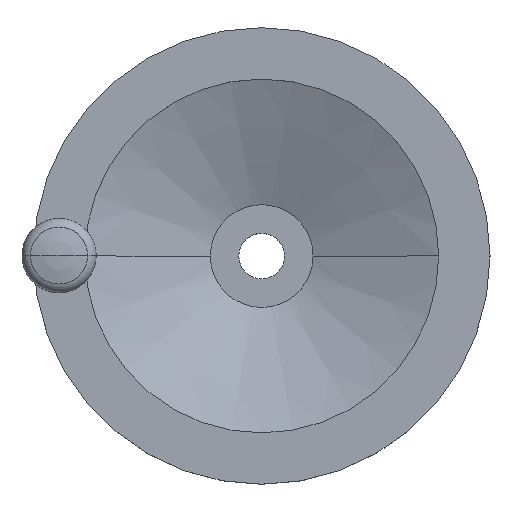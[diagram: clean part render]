
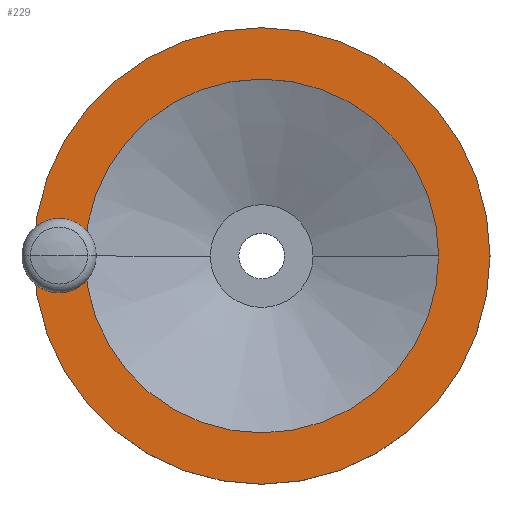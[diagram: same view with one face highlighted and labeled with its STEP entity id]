
A CAD part, top view. The second image highlights one B-rep face of the part: STEP entity #229.
In plain terms, the highlighted planar face has unit normal (0, 0, 1).
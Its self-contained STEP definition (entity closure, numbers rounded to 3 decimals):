
#181=VERTEX_POINT('',#476);
#185=EDGE_CURVE('',#325,#359,#480,.T.);
#189=EDGE_CURVE('',#301,#181,#484,.T.);
#227=EDGE_CURVE('',#181,#301,#528,.T.);
#229=ADVANCED_FACE('',(#530,#531,#532),#533,.T.);
#251=EDGE_CURVE('',#321,#295,#561,.T.);
#293=EDGE_CURVE('',#295,#321,#609,.T.);
#295=VERTEX_POINT('',#611);
#301=VERTEX_POINT('',#618);
#321=VERTEX_POINT('',#639);
#325=VERTEX_POINT('',#644);
#359=VERTEX_POINT('',#682);
#369=EDGE_CURVE('',#359,#325,#695,.T.);
#476=CARTESIAN_POINT('',(62.0,0.,39.0));
#480=CIRCLE('',#812,80.0);
#484=CIRCLE('',#818,62.0);
#528=CIRCLE('',#872,62.0);
#530=FACE_BOUND('',#874,.T.);
#531=FACE_OUTER_BOUND('',#875,.T.);
#532=FACE_BOUND('',#876,.T.);
#533=PLANE('',#877);
#561=CIRCLE('',#911,6.5);
#609=CIRCLE('',#975,6.5);
#611=CARTESIAN_POINT('',(-64.5,0.,39.0));
#618=CARTESIAN_POINT('',(-62.0,0.,39.0));
#639=CARTESIAN_POINT('',(-77.5,0.,39.0));
#644=CARTESIAN_POINT('',(80.0,0.,39.0));
#682=CARTESIAN_POINT('',(-80.0,0.,39.0));
#695=CIRCLE('',#1081,80.0);
#812=AXIS2_PLACEMENT_3D('',#1211,#1212,#1213);
#818=AXIS2_PLACEMENT_3D('',#1217,#1218,#1219);
#872=AXIS2_PLACEMENT_3D('',#1282,#1283,#1284);
#874=EDGE_LOOP('',(#1286,#1287));
#875=EDGE_LOOP('',(#1288,#1289));
#876=EDGE_LOOP('',(#1290,#1291));
#877=AXIS2_PLACEMENT_3D('',#1292,#1293,#1294);
#911=AXIS2_PLACEMENT_3D('',#1345,#1346,#1347);
#975=AXIS2_PLACEMENT_3D('',#1408,#1409,#1410);
#1081=AXIS2_PLACEMENT_3D('',#1514,#1515,#1516);
#1211=CARTESIAN_POINT('',(0.,0.,39.0));
#1212=DIRECTION('',(-0.0,0.0,-1.0));
#1213=DIRECTION('',(-1.0,0.,0.0));
#1217=CARTESIAN_POINT('',(0.,0.,39.0));
#1218=DIRECTION('',(-0.0,0.0,-1.0));
#1219=DIRECTION('',(-1.0,0.,0.0));
#1282=CARTESIAN_POINT('',(0.,0.,39.0));
#1283=DIRECTION('',(-0.0,0.0,-1.0));
#1284=DIRECTION('',(-1.0,0.,0.0));
#1286=ORIENTED_EDGE('',*,*,#251,.T.);
#1287=ORIENTED_EDGE('',*,*,#293,.T.);
#1288=ORIENTED_EDGE('',*,*,#369,.F.);
#1289=ORIENTED_EDGE('',*,*,#185,.F.);
#1290=ORIENTED_EDGE('',*,*,#189,.T.);
#1291=ORIENTED_EDGE('',*,*,#227,.T.);
#1292=CARTESIAN_POINT('',(-71.0,0.,39.0));
#1293=DIRECTION('',(0.0,0.0,1.0));
#1294=DIRECTION('',(-1.0,0.,0.0));
#1345=CARTESIAN_POINT('',(-71.0,0.,39.0));
#1346=DIRECTION('',(-0.0,0.0,-1.0));
#1347=DIRECTION('',(-1.0,0.,0.0));
#1408=CARTESIAN_POINT('',(-71.0,0.,39.0));
#1409=DIRECTION('',(-0.0,0.0,-1.0));
#1410=DIRECTION('',(-1.0,0.,0.0));
#1514=CARTESIAN_POINT('',(0.,0.,39.0));
#1515=DIRECTION('',(-0.0,0.0,-1.0));
#1516=DIRECTION('',(-1.0,0.,0.0));
